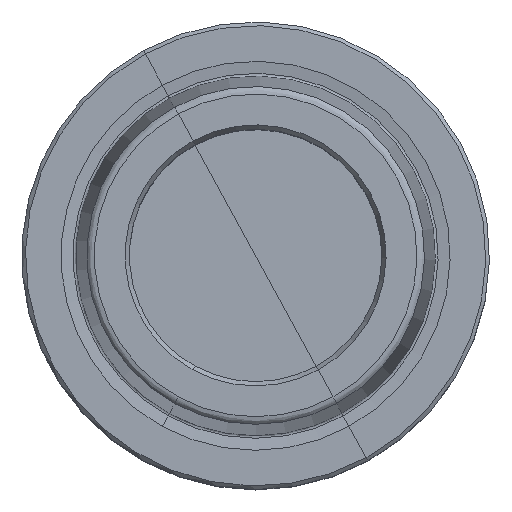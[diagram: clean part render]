
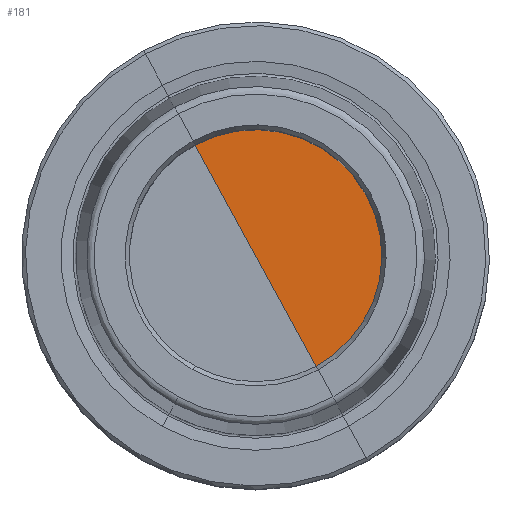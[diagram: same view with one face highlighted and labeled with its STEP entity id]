
A CAD part, top view. The second image highlights one B-rep face of the part: STEP entity #181.
In plain terms, the highlighted planar face has unit normal (0, 0, 1).
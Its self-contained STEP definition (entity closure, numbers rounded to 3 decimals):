
#161=AXIS2_PLACEMENT_3D('Plane Axis2P3D',#158,#159,#160) ;
#174=AXIS2_PLACEMENT_3D('Circle Axis2P3D',#172,#173,$) ;
#158=CARTESIAN_POINT('Axis2P3D Location',(0.,-15.75,-10.)) ;
#163=CARTESIAN_POINT('Line Origine',(0.,0.,-10.)) ;
#167=CARTESIAN_POINT('Vertex',(-8.15,14.919,-10.)) ;
#169=CARTESIAN_POINT('Vertex',(8.15,-14.919,-10.)) ;
#172=CARTESIAN_POINT('Axis2P3D Location',(0.,0.,-10.)) ;
#159=DIRECTION('Axis2P3D Direction',(0.,0.,-1.)) ;
#160=DIRECTION('Axis2P3D XDirection',(-1.,0.,0.)) ;
#164=DIRECTION('Vector Direction',(-0.479,0.878,0.)) ;
#173=DIRECTION('Axis2P3D Direction',(0.,0.,-1.)) ;
#165=VECTOR('Line Direction',#164,1.) ;
#178=ORIENTED_EDGE('',*,*,#171,.T.) ;
#179=ORIENTED_EDGE('',*,*,#176,.T.) ;
#181=ADVANCED_FACE('NOCUT',(#180),#162,.F.) ;
#175=CIRCLE('generated circle',#174,17.) ;
#171=EDGE_CURVE('',#168,#170,#166,.F.) ;
#176=EDGE_CURVE('',#170,#168,#175,.F.) ;
#177=EDGE_LOOP('',(#178,#179)) ;
#180=FACE_OUTER_BOUND('',#177,.T.) ;
#166=LINE('Line',#163,#165) ;
#162=PLANE('',#161) ;
#168=VERTEX_POINT('',#167) ;
#170=VERTEX_POINT('',#169) ;
